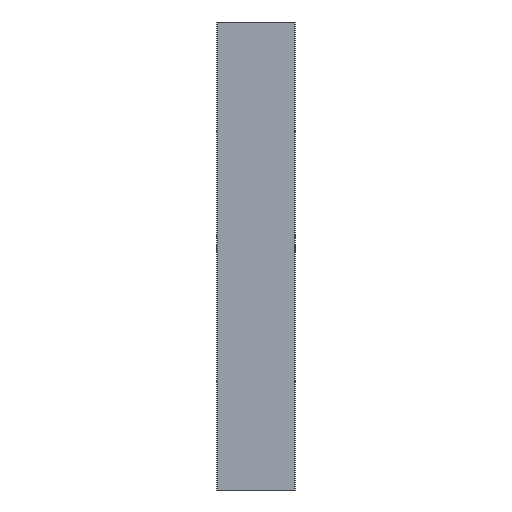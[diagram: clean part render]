
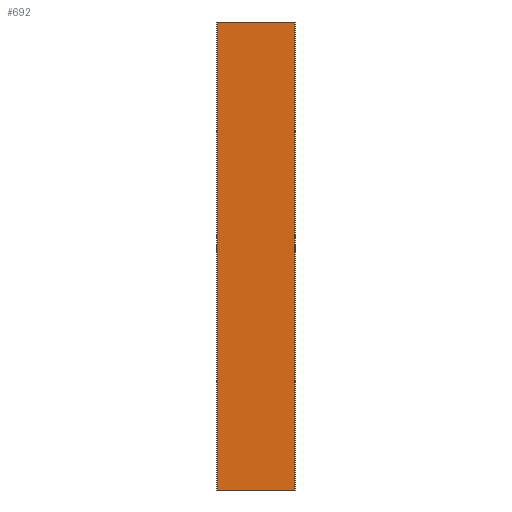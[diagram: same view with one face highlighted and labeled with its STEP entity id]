
A CAD part, front view. The second image highlights one B-rep face of the part: STEP entity #692.
In plain terms, the highlighted planar face has unit normal (0, -1, 0).
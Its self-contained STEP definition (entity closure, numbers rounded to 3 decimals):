
#36 = VERTEX_POINT ( 'NONE', #905 ) ;
#50 = ORIENTED_EDGE ( 'NONE', *, *, #779, .F. ) ;
#88 = VERTEX_POINT ( 'NONE', #213 ) ;
#92 = LINE ( 'NONE', #123, #413 ) ;
#94 = DIRECTION ( 'NONE',  ( 0., 0., -1. ) ) ;
#106 = LINE ( 'NONE', #478, #128 ) ;
#115 = VECTOR ( 'NONE', #143, 1000. ) ;
#123 = CARTESIAN_POINT ( 'NONE',  ( -249., -1., 1500. ) ) ;
#125 = LINE ( 'NONE', #380, #830 ) ;
#128 = VECTOR ( 'NONE', #603, 1000. ) ;
#143 = DIRECTION ( 'NONE',  ( -1., 0., 0. ) ) ;
#149 = CARTESIAN_POINT ( 'NONE',  ( 251., -1., 1500. ) ) ;
#166 = CARTESIAN_POINT ( 'NONE',  ( 251., -1., 1500. ) ) ;
#183 = ORIENTED_EDGE ( 'NONE', *, *, #250, .F. ) ;
#213 = CARTESIAN_POINT ( 'NONE',  ( -249., -1., 1500. ) ) ;
#250 = EDGE_CURVE ( 'NONE', #768, #36, #125, .T. ) ;
#292 = ORIENTED_EDGE ( 'NONE', *, *, #368, .T. ) ;
#359 = PLANE ( 'NONE',  #498 ) ;
#368 = EDGE_CURVE ( 'NONE', #705, #88, #541, .T. ) ;
#371 = DIRECTION ( 'NONE',  ( 0., -1., 0. ) ) ;
#380 = CARTESIAN_POINT ( 'NONE',  ( 251., -1., -1500. ) ) ;
#383 = DIRECTION ( 'NONE',  ( 0., 0., -1. ) ) ;
#404 = FACE_OUTER_BOUND ( 'NONE', #733, .T. ) ;
#413 = VECTOR ( 'NONE', #94, 1000. ) ;
#470 = CARTESIAN_POINT ( 'NONE',  ( 249., -1., 1500. ) ) ;
#478 = CARTESIAN_POINT ( 'NONE',  ( 249., -1., 1500. ) ) ;
#495 = ORIENTED_EDGE ( 'NONE', *, *, #658, .T. ) ;
#498 = AXIS2_PLACEMENT_3D ( 'NONE', #166, #371, #383 ) ;
#541 = LINE ( 'NONE', #149, #115 ) ;
#603 = DIRECTION ( 'NONE',  ( 0., 0., -1. ) ) ;
#658 = EDGE_CURVE ( 'NONE', #88, #36, #92, .T. ) ;
#692 = ADVANCED_FACE ( 'NONE', ( #404 ), #359, .T. ) ;
#705 = VERTEX_POINT ( 'NONE', #470 ) ;
#733 = EDGE_LOOP ( 'NONE', ( #183, #50, #292, #495 ) ) ;
#768 = VERTEX_POINT ( 'NONE', #822 ) ;
#779 = EDGE_CURVE ( 'NONE', #705, #768, #106, .T. ) ;
#822 = CARTESIAN_POINT ( 'NONE',  ( 249., -1., -1500. ) ) ;
#830 = VECTOR ( 'NONE', #851, 1000. ) ;
#851 = DIRECTION ( 'NONE',  ( -1., 0., 0. ) ) ;
#905 = CARTESIAN_POINT ( 'NONE',  ( -249., -1., -1500. ) ) ;
